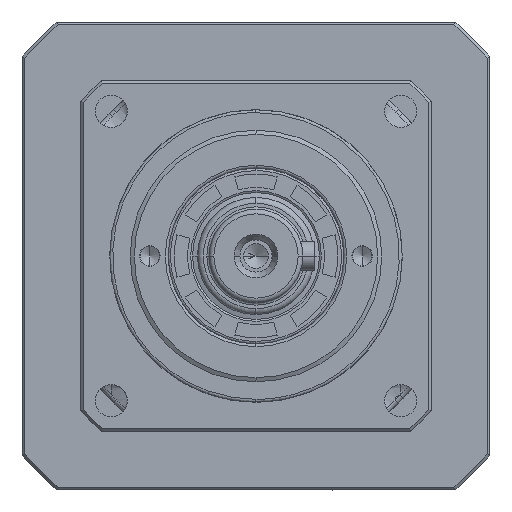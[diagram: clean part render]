
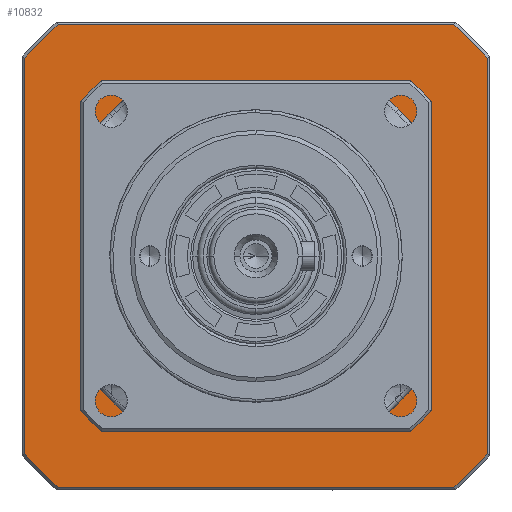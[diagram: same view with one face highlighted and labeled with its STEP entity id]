
A CAD part, left-side view. The second image highlights one B-rep face of the part: STEP entity #10832.
In plain terms, the highlighted planar face has unit normal (-1, 0, 0).
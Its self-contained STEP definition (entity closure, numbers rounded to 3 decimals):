
#426 = FACE_BOUND ( 'NONE', #8396, .T. ) ;
#948 = CIRCLE ( 'NONE', #24981, 35. ) ;
#1123 = EDGE_CURVE ( 'NONE', #27752, #9714, #20628, .T. ) ;
#2044 = AXIS2_PLACEMENT_3D ( 'NONE', #3687, #3553, #3419 ) ;
#2062 = EDGE_CURVE ( 'NONE', #8736, #24184, #21987, .T. ) ;
#2095 = VERTEX_POINT ( 'NONE', #5477 ) ;
#2365 = DIRECTION ( 'NONE',  ( 0., 0., 1. ) ) ;
#2410 = DIRECTION ( 'NONE',  ( 1., 0., 0. ) ) ;
#2440 = CARTESIAN_POINT ( 'NONE',  ( 5.5, 0., 0. ) ) ;
#2653 = CARTESIAN_POINT ( 'NONE',  ( 5.5, -18.028, -30. ) ) ;
#2963 = CIRCLE ( 'NONE', #2044, 52. ) ;
#3061 = CARTESIAN_POINT ( 'NONE',  ( 5.5, -30., -18.028 ) ) ;
#3297 = VECTOR ( 'NONE', #32039, 1000. ) ;
#3419 = DIRECTION ( 'NONE',  ( 0., 1., 0. ) ) ;
#3553 = DIRECTION ( 'NONE',  ( -1., 0., 0. ) ) ;
#3687 = CARTESIAN_POINT ( 'NONE',  ( 5.5, 0., 0. ) ) ;
#3924 = CARTESIAN_POINT ( 'NONE',  ( 5.5, 0., 0. ) ) ;
#4016 = CARTESIAN_POINT ( 'NONE',  ( 5.5, -30., 0. ) ) ;
#4027 = EDGE_CURVE ( 'NONE', #13417, #20504, #12060, .T. ) ;
#4091 = LINE ( 'NONE', #34448, #25721 ) ;
#4104 = DIRECTION ( 'NONE',  ( 0., 0., -1. ) ) ;
#4245 = CARTESIAN_POINT ( 'NONE',  ( 5.5, 39.5, 33.819 ) ) ;
#4348 = EDGE_CURVE ( 'NONE', #13895, #11192, #19981, .T. ) ;
#4385 = EDGE_LOOP ( 'NONE', ( #24768, #15363, #22635, #34573, #12993, #31911, #11465, #34676 ) ) ;
#4430 = VERTEX_POINT ( 'NONE', #12193 ) ;
#5477 = CARTESIAN_POINT ( 'NONE',  ( 5.5, -33.819, 39.5 ) ) ;
#5832 = EDGE_CURVE ( 'NONE', #20504, #31613, #8345, .T. ) ;
#6261 = DIRECTION ( 'NONE',  ( 0., 0., 1. ) ) ;
#6312 = DIRECTION ( 'NONE',  ( 1., 0., 0. ) ) ;
#6350 = CARTESIAN_POINT ( 'NONE',  ( 5.5, 0., 0. ) ) ;
#6508 = EDGE_CURVE ( 'NONE', #35599, #13417, #32799, .T. ) ;
#6863 = DIRECTION ( 'NONE',  ( 0., 1., 0. ) ) ;
#7621 = ORIENTED_EDGE ( 'NONE', *, *, #4027, .T. ) ;
#7745 = AXIS2_PLACEMENT_3D ( 'NONE', #15579, #15540, #15530 ) ;
#7981 = VERTEX_POINT ( 'NONE', #20686 ) ;
#8060 = VECTOR ( 'NONE', #4104, 1000. ) ;
#8345 = LINE ( 'NONE', #4016, #8060 ) ;
#8396 = EDGE_LOOP ( 'NONE', ( #22090, #24982, #14649, #7621, #18654, #24250, #16726, #31309 ) ) ;
#8736 = VERTEX_POINT ( 'NONE', #9659 ) ;
#9659 = CARTESIAN_POINT ( 'NONE',  ( 5.5, 18.028, -30. ) ) ;
#9714 = VERTEX_POINT ( 'NONE', #27444 ) ;
#9730 = CARTESIAN_POINT ( 'NONE',  ( 5.5, -35., 39.5 ) ) ;
#9835 = DIRECTION ( 'NONE',  ( 0., 0., -1. ) ) ;
#10388 = CARTESIAN_POINT ( 'NONE',  ( 5.5, -30., 18.028 ) ) ;
#10832 = ADVANCED_FACE ( 'NONE', ( #29551, #426 ), #14570, .T. ) ;
#11192 = VERTEX_POINT ( 'NONE', #4245 ) ;
#11249 = VERTEX_POINT ( 'NONE', #2653 ) ;
#11465 = ORIENTED_EDGE ( 'NONE', *, *, #4348, .T. ) ;
#11863 = LINE ( 'NONE', #9730, #3297 ) ;
#11889 = CARTESIAN_POINT ( 'NONE',  ( 5.5, -35., 30. ) ) ;
#11936 = DIRECTION ( 'NONE',  ( 0., -1., 0. ) ) ;
#12060 = CIRCLE ( 'NONE', #7745, 35. ) ;
#12193 = CARTESIAN_POINT ( 'NONE',  ( 5.5, 30., 18.028 ) ) ;
#12231 = AXIS2_PLACEMENT_3D ( 'NONE', #6350, #6312, #6261 ) ;
#12676 = CARTESIAN_POINT ( 'NONE',  ( 5.5, 39.5, -33.819 ) ) ;
#12716 = CARTESIAN_POINT ( 'NONE',  ( 5.5, 18.028, 30. ) ) ;
#12850 = DIRECTION ( 'NONE',  ( 0., 1., 0. ) ) ;
#12858 = DIRECTION ( 'NONE',  ( -1., 0., 0. ) ) ;
#12895 = CARTESIAN_POINT ( 'NONE',  ( 5.5, 0., 0. ) ) ;
#12993 = ORIENTED_EDGE ( 'NONE', *, *, #17654, .T. ) ;
#13417 = VERTEX_POINT ( 'NONE', #28020 ) ;
#13703 = CARTESIAN_POINT ( 'NONE',  ( 5.5, -35., -30. ) ) ;
#13895 = VERTEX_POINT ( 'NONE', #20768 ) ;
#14451 = DIRECTION ( 'NONE',  ( 0., 0., 1. ) ) ;
#14493 = DIRECTION ( 'NONE',  ( -1., 0., 0. ) ) ;
#14570 = PLANE ( 'NONE',  #24402 ) ;
#14614 = CARTESIAN_POINT ( 'NONE',  ( 5.5, -35., 0. ) ) ;
#14649 = ORIENTED_EDGE ( 'NONE', *, *, #6508, .T. ) ;
#14791 = CARTESIAN_POINT ( 'NONE',  ( 5.5, 0., 0. ) ) ;
#15363 = ORIENTED_EDGE ( 'NONE', *, *, #27154, .T. ) ;
#15530 = DIRECTION ( 'NONE',  ( 0., 0., 1. ) ) ;
#15540 = DIRECTION ( 'NONE',  ( 1., 0., 0. ) ) ;
#15579 = CARTESIAN_POINT ( 'NONE',  ( 5.5, 0., 0. ) ) ;
#15920 = VECTOR ( 'NONE', #11936, 1000. ) ;
#16151 = CIRCLE ( 'NONE', #20204, 35. ) ;
#16553 = DIRECTION ( 'NONE',  ( 0., 1., 0. ) ) ;
#16701 = VECTOR ( 'NONE', #27302, 1000. ) ;
#16726 = ORIENTED_EDGE ( 'NONE', *, *, #25689, .T. ) ;
#17596 = DIRECTION ( 'NONE',  ( 0., 0., 1. ) ) ;
#17654 = EDGE_CURVE ( 'NONE', #33822, #2095, #2963, .T. ) ;
#17933 = DIRECTION ( 'NONE',  ( 0., 0., 1. ) ) ;
#18582 = EDGE_CURVE ( 'NONE', #7981, #33822, #24858, .T. ) ;
#18654 = ORIENTED_EDGE ( 'NONE', *, *, #5832, .T. ) ;
#19643 = AXIS2_PLACEMENT_3D ( 'NONE', #3924, #23697, #6863 ) ;
#19680 = VECTOR ( 'NONE', #31059, 1000. ) ;
#19981 = CIRCLE ( 'NONE', #30256, 52. ) ;
#20204 = AXIS2_PLACEMENT_3D ( 'NONE', #2440, #2410, #2365 ) ;
#20368 = CARTESIAN_POINT ( 'NONE',  ( 5.5, -33.819, -39.5 ) ) ;
#20504 = VERTEX_POINT ( 'NONE', #10388 ) ;
#20628 = CIRCLE ( 'NONE', #31075, 52. ) ;
#20686 = CARTESIAN_POINT ( 'NONE',  ( 5.5, -39.5, -33.819 ) ) ;
#20768 = CARTESIAN_POINT ( 'NONE',  ( 5.5, 33.819, 39.5 ) ) ;
#21093 = EDGE_CURVE ( 'NONE', #4430, #35599, #16151, .T. ) ;
#21539 = DIRECTION ( 'NONE',  ( 0., 1., 0. ) ) ;
#21987 = CIRCLE ( 'NONE', #12231, 35. ) ;
#22090 = ORIENTED_EDGE ( 'NONE', *, *, #36139, .T. ) ;
#22635 = ORIENTED_EDGE ( 'NONE', *, *, #26662, .T. ) ;
#22680 = VERTEX_POINT ( 'NONE', #20368 ) ;
#23492 = EDGE_CURVE ( 'NONE', #2095, #13895, #11863, .T. ) ;
#23697 = DIRECTION ( 'NONE',  ( -1., 0., 0. ) ) ;
#23802 = CARTESIAN_POINT ( 'NONE',  ( 5.5, 39.5, 0. ) ) ;
#24035 = VECTOR ( 'NONE', #16553, 1000. ) ;
#24184 = VERTEX_POINT ( 'NONE', #32730 ) ;
#24250 = ORIENTED_EDGE ( 'NONE', *, *, #27631, .T. ) ;
#24402 = AXIS2_PLACEMENT_3D ( 'NONE', #14614, #14493, #14451 ) ;
#24768 = ORIENTED_EDGE ( 'NONE', *, *, #1123, .T. ) ;
#24858 = LINE ( 'NONE', #27255, #16701 ) ;
#24981 = AXIS2_PLACEMENT_3D ( 'NONE', #14791, #34111, #17596 ) ;
#24982 = ORIENTED_EDGE ( 'NONE', *, *, #21093, .T. ) ;
#25549 = LINE ( 'NONE', #23802, #26188 ) ;
#25689 = EDGE_CURVE ( 'NONE', #11249, #8736, #27664, .T. ) ;
#25721 = VECTOR ( 'NONE', #17933, 1000. ) ;
#26188 = VECTOR ( 'NONE', #9835, 1000. ) ;
#26662 = EDGE_CURVE ( 'NONE', #22680, #7981, #29311, .T. ) ;
#27058 = LINE ( 'NONE', #28623, #19680 ) ;
#27154 = EDGE_CURVE ( 'NONE', #9714, #22680, #27058, .T. ) ;
#27255 = CARTESIAN_POINT ( 'NONE',  ( 5.5, -39.5, 0. ) ) ;
#27302 = DIRECTION ( 'NONE',  ( 0., 0., 1. ) ) ;
#27444 = CARTESIAN_POINT ( 'NONE',  ( 5.5, 33.819, -39.5 ) ) ;
#27631 = EDGE_CURVE ( 'NONE', #31613, #11249, #948, .T. ) ;
#27664 = LINE ( 'NONE', #13703, #24035 ) ;
#27752 = VERTEX_POINT ( 'NONE', #12676 ) ;
#28020 = CARTESIAN_POINT ( 'NONE',  ( 5.5, -18.028, 30. ) ) ;
#28623 = CARTESIAN_POINT ( 'NONE',  ( 5.5, -35., -39.5 ) ) ;
#29311 = CIRCLE ( 'NONE', #19643, 52. ) ;
#29551 = FACE_OUTER_BOUND ( 'NONE', #4385, .T. ) ;
#30256 = AXIS2_PLACEMENT_3D ( 'NONE', #12895, #12858, #12850 ) ;
#31059 = DIRECTION ( 'NONE',  ( 0., -1., 0. ) ) ;
#31075 = AXIS2_PLACEMENT_3D ( 'NONE', #31453, #34485, #21539 ) ;
#31279 = EDGE_CURVE ( 'NONE', #11192, #27752, #25549, .T. ) ;
#31309 = ORIENTED_EDGE ( 'NONE', *, *, #2062, .T. ) ;
#31453 = CARTESIAN_POINT ( 'NONE',  ( 5.5, 0., 0. ) ) ;
#31613 = VERTEX_POINT ( 'NONE', #3061 ) ;
#31911 = ORIENTED_EDGE ( 'NONE', *, *, #23492, .T. ) ;
#32039 = DIRECTION ( 'NONE',  ( 0., 1., 0. ) ) ;
#32730 = CARTESIAN_POINT ( 'NONE',  ( 5.5, 30., -18.028 ) ) ;
#32799 = LINE ( 'NONE', #11889, #15920 ) ;
#33822 = VERTEX_POINT ( 'NONE', #33909 ) ;
#33909 = CARTESIAN_POINT ( 'NONE',  ( 5.5, -39.5, 33.819 ) ) ;
#34111 = DIRECTION ( 'NONE',  ( 1., 0., 0. ) ) ;
#34448 = CARTESIAN_POINT ( 'NONE',  ( 5.5, 30., 0. ) ) ;
#34485 = DIRECTION ( 'NONE',  ( -1., 0., 0. ) ) ;
#34573 = ORIENTED_EDGE ( 'NONE', *, *, #18582, .T. ) ;
#34676 = ORIENTED_EDGE ( 'NONE', *, *, #31279, .T. ) ;
#35599 = VERTEX_POINT ( 'NONE', #12716 ) ;
#36139 = EDGE_CURVE ( 'NONE', #24184, #4430, #4091, .T. ) ;
